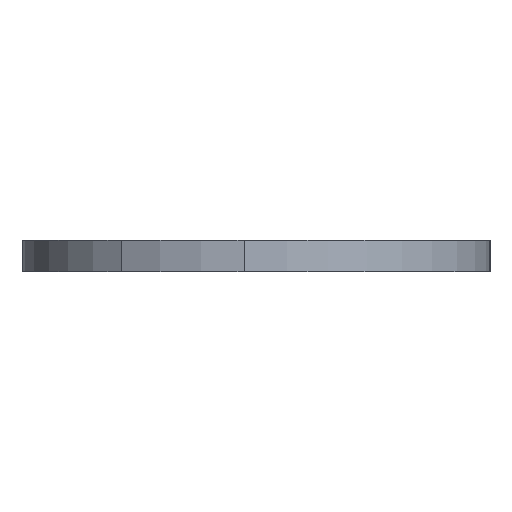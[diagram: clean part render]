
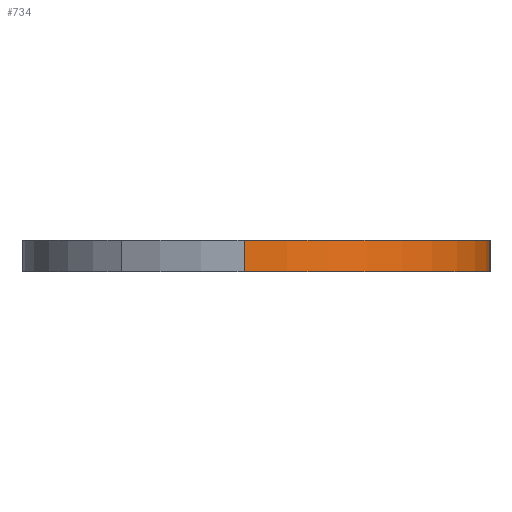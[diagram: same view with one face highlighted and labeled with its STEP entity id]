
A CAD part, left-side view. The second image highlights one B-rep face of the part: STEP entity #734.
In plain terms, the highlighted cylindrical face has radius 31 mm (diameter 62 mm), a partial arc.
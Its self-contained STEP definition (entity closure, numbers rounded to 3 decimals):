
#82 = AXIS2_PLACEMENT_3D ( 'NONE', #1571, #655, #2285 ) ;
#115 = ORIENTED_EDGE ( 'NONE', *, *, #1584, .T. ) ;
#119 = DIRECTION ( 'NONE',  ( 1., 0., 0. ) ) ;
#165 = VECTOR ( 'NONE', #239, 1000. ) ;
#211 = FACE_OUTER_BOUND ( 'NONE', #1202, .T. ) ;
#220 = DIRECTION ( 'NONE',  ( 0., 0., -1. ) ) ;
#239 = DIRECTION ( 'NONE',  ( 0., 0., -1. ) ) ;
#368 = ORIENTED_EDGE ( 'NONE', *, *, #659, .T. ) ;
#376 = CARTESIAN_POINT ( 'NONE',  ( -294.804, -14., 2. ) ) ;
#526 = CARTESIAN_POINT ( 'NONE',  ( -294.804, -14., -2. ) ) ;
#578 = VERTEX_POINT ( 'NONE', #831 ) ;
#655 = DIRECTION ( 'NONE',  ( 0., 0., 1. ) ) ;
#659 = EDGE_CURVE ( 'NONE', #578, #1883, #1562, .T. ) ;
#718 = VECTOR ( 'NONE', #1602, 1000. ) ;
#732 = VERTEX_POINT ( 'NONE', #376 ) ;
#734 = ADVANCED_FACE ( 'NONE', ( #211 ), #1143, .T. ) ;
#746 = ORIENTED_EDGE ( 'NONE', *, *, #1247, .F. ) ;
#831 = CARTESIAN_POINT ( 'NONE',  ( -325.804, 17., -2. ) ) ;
#1038 = CARTESIAN_POINT ( 'NONE',  ( -294.804, 17., -2. ) ) ;
#1116 = DIRECTION ( 'NONE',  ( -1., 0., 0. ) ) ;
#1143 = CYLINDRICAL_SURFACE ( 'NONE', #1991, 31. ) ;
#1202 = EDGE_LOOP ( 'NONE', ( #1418, #115, #368, #746 ) ) ;
#1247 = EDGE_CURVE ( 'NONE', #732, #1883, #1381, .T. ) ;
#1316 = CIRCLE ( 'NONE', #82, 31. ) ;
#1368 = CARTESIAN_POINT ( 'NONE',  ( -294.804, -14., 2. ) ) ;
#1381 = LINE ( 'NONE', #1368, #718 ) ;
#1383 = CARTESIAN_POINT ( 'NONE',  ( -325.804, 17., 2. ) ) ;
#1418 = ORIENTED_EDGE ( 'NONE', *, *, #1760, .F. ) ;
#1522 = LINE ( 'NONE', #1710, #165 ) ;
#1562 = CIRCLE ( 'NONE', #2090, 31. ) ;
#1571 = CARTESIAN_POINT ( 'NONE',  ( -294.804, 17., 2. ) ) ;
#1584 = EDGE_CURVE ( 'NONE', #2286, #578, #1522, .T. ) ;
#1602 = DIRECTION ( 'NONE',  ( 0., 0., -1. ) ) ;
#1710 = CARTESIAN_POINT ( 'NONE',  ( -325.804, 17., 2. ) ) ;
#1760 = EDGE_CURVE ( 'NONE', #2286, #732, #1316, .T. ) ;
#1774 = DIRECTION ( 'NONE',  ( 0., 0., 1. ) ) ;
#1883 = VERTEX_POINT ( 'NONE', #526 ) ;
#1991 = AXIS2_PLACEMENT_3D ( 'NONE', #2222, #220, #1116 ) ;
#2090 = AXIS2_PLACEMENT_3D ( 'NONE', #1038, #1774, #119 ) ;
#2222 = CARTESIAN_POINT ( 'NONE',  ( -294.804, 17., 2. ) ) ;
#2285 = DIRECTION ( 'NONE',  ( 1., 0., 0. ) ) ;
#2286 = VERTEX_POINT ( 'NONE', #1383 ) ;
